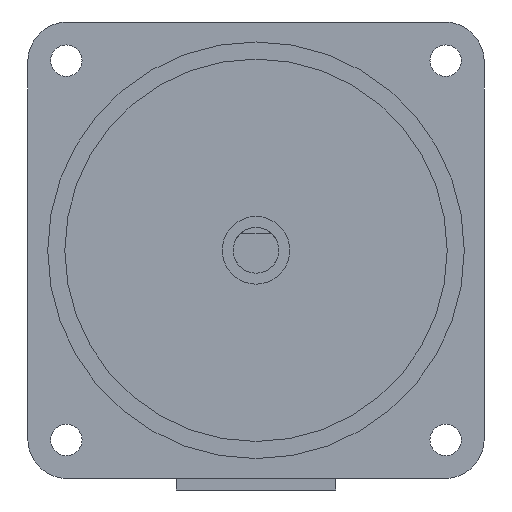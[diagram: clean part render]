
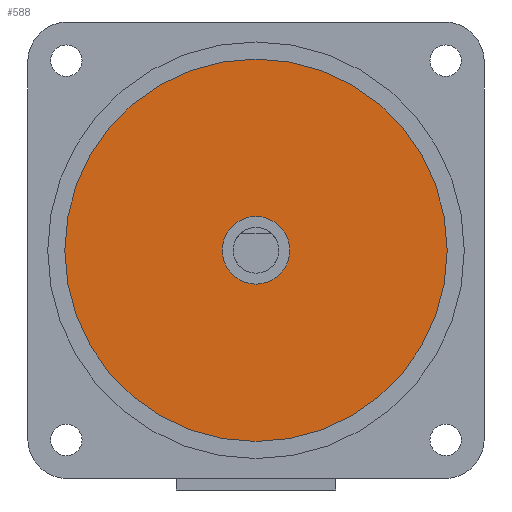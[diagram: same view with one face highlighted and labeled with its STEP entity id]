
A CAD part, left-side view. The second image highlights one B-rep face of the part: STEP entity #588.
In plain terms, the highlighted planar face has unit normal (-1, 0, 0).
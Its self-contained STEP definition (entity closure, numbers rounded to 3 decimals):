
#568=CARTESIAN_POINT('POINT987',(0.,0.,
   33.5));
#569=VERTEX_POINT('VERTEX987',#568);
#570=CARTESIAN_POINT('POINT988',(0.,
   0.,-33.5));
#571=VERTEX_POINT('VERTEX988',#570);
#572=CARTESIAN_POINT('POS1460',(0.,0.,0.));
#573=DIRECTION('DIR2277',(1.,0.,0.));
#574=DIRECTION('DIR2278',(0.,0.,1.));
#575=AXIS2_PLACEMENT_3D('AXIS818',#572,#573,#574);
#576=CIRCLE('ELLIPSE364',#575,33.5);
#577=EDGE_CURVE('EDGE1601',#569,#571,#576,.T.);
#578=ORIENTED_EDGE('COEDGE3185',*,*,#577,.F.);
#579=EDGE_CURVE('EDGE1602',#571,#569,#576,.T.);
#580=ORIENTED_EDGE('COEDGE3186',*,*,#579,.F.);
#581=EDGE_LOOP('NONE',(#578,#580));
#582=FACE_BOUND('LOOP1',#581,.T.);
#583=CARTESIAN_POINT('POS1461',(0.,0.,
   16.75));
#584=DIRECTION('DIR2279',(1.,0.,0.));
#585=DIRECTION('DIR2280',(0.,1.,0.));
#586=AXIS2_PLACEMENT_3D('AXIS819',#583,#584,#585);
#587=PLANE('PLANE302',#586);
#588=ADVANCED_FACE('FACE728',(#582),#587,.F.);
